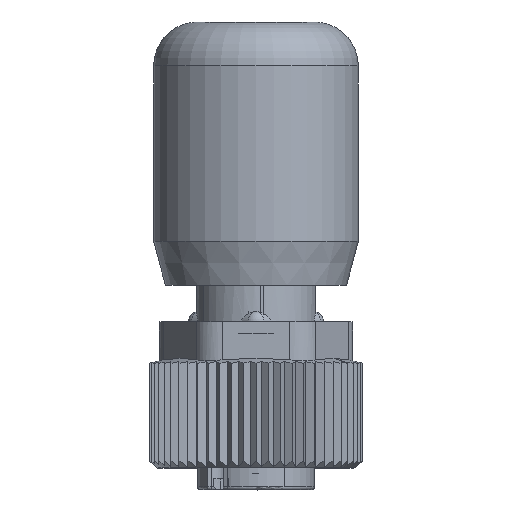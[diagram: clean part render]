
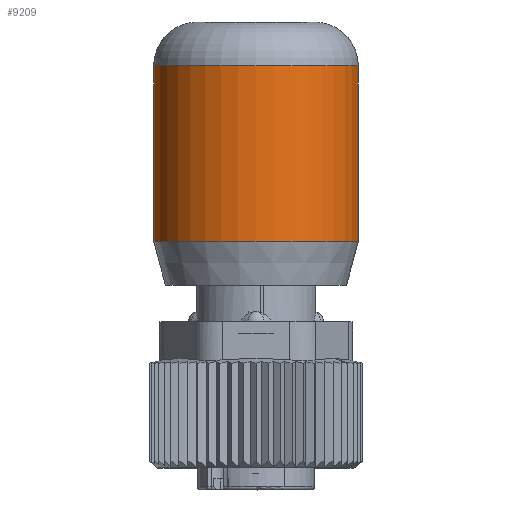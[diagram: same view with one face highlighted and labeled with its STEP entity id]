
A CAD part, top view. The second image highlights one B-rep face of the part: STEP entity #9209.
In plain terms, the highlighted cylindrical face has radius 7 mm (diameter 14 mm), a partial arc.
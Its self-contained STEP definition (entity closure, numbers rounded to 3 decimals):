
#9118=AXIS2_PLACEMENT_3D('Circle Axis2P3D',#9116,#9117,$) ;
#9182=AXIS2_PLACEMENT_3D('Cylinder Axis2P3D',#9179,#9180,#9181) ;
#9200=AXIS2_PLACEMENT_3D('Circle Axis2P3D',#9198,#9199,$) ;
#9113=CARTESIAN_POINT('Vertex',(0.261,29.,167.3)) ;
#9116=CARTESIAN_POINT('Axis2P3D Location',(7.261,29.,167.3)) ;
#9120=CARTESIAN_POINT('Vertex',(14.261,29.,167.3)) ;
#9179=CARTESIAN_POINT('Axis2P3D Location',(7.261,25.,167.3)) ;
#9184=CARTESIAN_POINT('Line Origine',(14.261,25.,167.3)) ;
#9188=CARTESIAN_POINT('Vertex',(14.261,17.,167.3)) ;
#9191=CARTESIAN_POINT('Line Origine',(0.261,25.,167.3)) ;
#9195=CARTESIAN_POINT('Vertex',(0.261,17.,167.3)) ;
#9198=CARTESIAN_POINT('Axis2P3D Location',(7.261,17.,167.3)) ;
#9117=DIRECTION('Axis2P3D Direction',(0.,1.,0.)) ;
#9180=DIRECTION('Axis2P3D Direction',(0.,1.,0.)) ;
#9181=DIRECTION('Axis2P3D XDirection',(1.,0.,0.)) ;
#9185=DIRECTION('Vector Direction',(0.,1.,0.)) ;
#9192=DIRECTION('Vector Direction',(0.,1.,0.)) ;
#9199=DIRECTION('Axis2P3D Direction',(0.,1.,0.)) ;
#9186=VECTOR('Line Direction',#9185,1.) ;
#9193=VECTOR('Line Direction',#9192,1.) ;
#9204=ORIENTED_EDGE('',*,*,#9190,.T.) ;
#9205=ORIENTED_EDGE('',*,*,#9122,.F.) ;
#9206=ORIENTED_EDGE('',*,*,#9197,.F.) ;
#9207=ORIENTED_EDGE('',*,*,#9202,.T.) ;
#9209=ADVANCED_FACE('Hauptk\X2\00F6\X0\rper',(#9208),#9183,.T.) ;
#9119=CIRCLE('generated circle',#9118,7.) ;
#9201=CIRCLE('generated circle',#9200,7.) ;
#9183=CYLINDRICAL_SURFACE('generated cylinder',#9182,7.) ;
#9122=EDGE_CURVE('',#9114,#9121,#9119,.T.) ;
#9190=EDGE_CURVE('',#9189,#9121,#9187,.T.) ;
#9197=EDGE_CURVE('',#9196,#9114,#9194,.T.) ;
#9202=EDGE_CURVE('',#9196,#9189,#9201,.T.) ;
#9203=EDGE_LOOP('',(#9204,#9205,#9206,#9207)) ;
#9208=FACE_OUTER_BOUND('',#9203,.T.) ;
#9187=LINE('Line',#9184,#9186) ;
#9194=LINE('Line',#9191,#9193) ;
#9114=VERTEX_POINT('',#9113) ;
#9121=VERTEX_POINT('',#9120) ;
#9189=VERTEX_POINT('',#9188) ;
#9196=VERTEX_POINT('',#9195) ;
